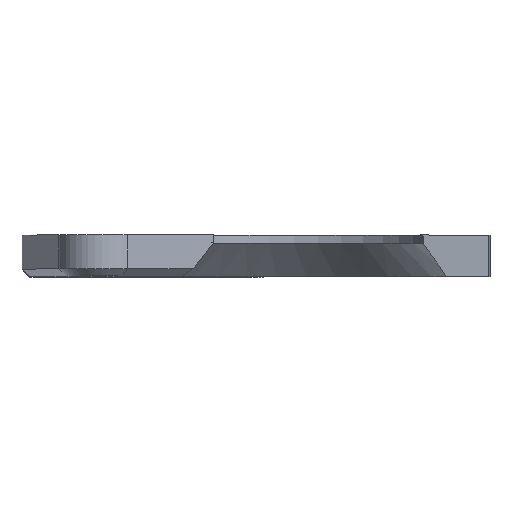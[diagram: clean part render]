
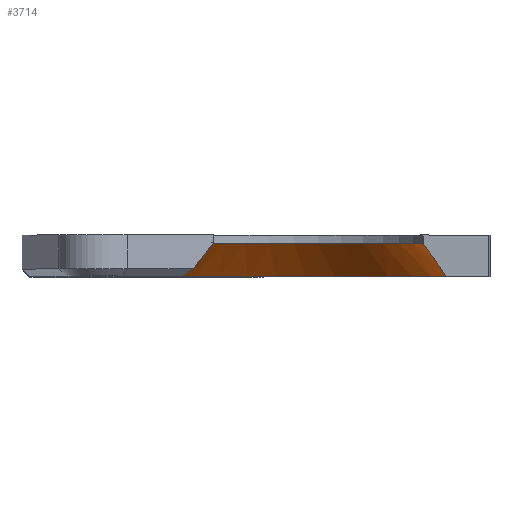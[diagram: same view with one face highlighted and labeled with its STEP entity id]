
A CAD part, top view. The second image highlights one B-rep face of the part: STEP entity #3714.
In plain terms, the highlighted conical face has half-angle 45 degrees and reference radius 17 mm.
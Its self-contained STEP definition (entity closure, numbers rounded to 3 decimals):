
#237 = PLANE('',#238);
#238 = AXIS2_PLACEMENT_3D('',#239,#240,#241);
#239 = CARTESIAN_POINT('',(-2.276,0.,77.172));
#240 = DIRECTION('',(0.661,0.,0.75));
#241 = DIRECTION('',(0.75,0.,-0.661));
#270 = CYLINDRICAL_SURFACE('',#271,17.);
#271 = AXIS2_PLACEMENT_3D('',#272,#273,#274);
#272 = CARTESIAN_POINT('',(17.395,0.,53.831));
#273 = DIRECTION('',(0.,1.,0.));
#274 = DIRECTION('',(1.,0.,0.));
#298 = PLANE('',#299);
#299 = AXIS2_PLACEMENT_3D('',#300,#301,#302);
#300 = CARTESIAN_POINT('',(33.414,0.,48.14));
#301 = DIRECTION('',(0.794,0.,0.607));
#302 = DIRECTION('',(0.607,0.,-0.794));
#1152 = PLANE('',#1153);
#1153 = AXIS2_PLACEMENT_3D('',#1154,#1155,#1156);
#1154 = CARTESIAN_POINT('',(4.325,-5.,20.847));
#1155 = DIRECTION('',(0.,1.,0.));
#1156 = DIRECTION('',(0.,0.,1.));
#1488 = EDGE_CURVE('',#1489,#1491,#1493,.T.);
#1489 = VERTEX_POINT('',#1490);
#1490 = CARTESIAN_POINT('',(5.68,-4.1,70.163));
#1491 = VERTEX_POINT('',#1492);
#1492 = CARTESIAN_POINT('',(8.078,-1.,68.05));
#1493 = SURFACE_CURVE('',#1494,(#1499,#1506),.PCURVE_S1.);
#1494 = HYPERBOLA('',#1495,4.511,4.511);
#1495 = AXIS2_PLACEMENT_3D('',#1496,#1497,#1498);
#1496 = CARTESIAN_POINT('',(20.377,16.,57.216));
#1497 = DIRECTION('',(0.661,0.,0.75));
#1498 = DIRECTION('',(0.,-1.,0.));
#1499 = PCURVE('',#237,#1500);
#1500 = DEFINITIONAL_REPRESENTATION('',(#1501),#1505);
#1501 = HYPERBOLA('',#1502,4.511,4.511);
#1502 = AXIS2_PLACEMENT_2D('',#1503,#1504);
#1503 = CARTESIAN_POINT('',(30.19,16.));
#1504 = DIRECTION('',(0.,-1.));
#1505 = ( GEOMETRIC_REPRESENTATION_CONTEXT(2) 
PARAMETRIC_REPRESENTATION_CONTEXT() REPRESENTATION_CONTEXT('2D SPACE',''
  ) );
#1506 = PCURVE('',#1507,#1512);
#1507 = CONICAL_SURFACE('',#1508,17.,0.785);
#1508 = AXIS2_PLACEMENT_3D('',#1509,#1510,#1511);
#1509 = CARTESIAN_POINT('',(17.395,-1.,53.831));
#1510 = DIRECTION('',(0.,-1.,0.));
#1511 = DIRECTION('',(-0.548,0.,0.836)
  );
#1512 = DEFINITIONAL_REPRESENTATION('',(#1513),#1520);
#1513 = B_SPLINE_CURVE_WITH_KNOTS('',5,(#1514,#1515,#1516,#1517,#1518,
    #1519),.UNSPECIFIED.,.F.,.F.,(6,6),(-2.219,-2.002)
  ,.PIECEWISE_BEZIER_KNOTS.);
#1514 = CARTESIAN_POINT('',(0.052,4.));
#1515 = CARTESIAN_POINT('',(0.043,3.107));
#1516 = CARTESIAN_POINT('',(0.033,2.264));
#1517 = CARTESIAN_POINT('',(0.022,1.467));
#1518 = CARTESIAN_POINT('',(0.012,0.713));
#1519 = CARTESIAN_POINT('',(0.,0.));
#1520 = ( GEOMETRIC_REPRESENTATION_CONTEXT(2) 
PARAMETRIC_REPRESENTATION_CONTEXT() REPRESENTATION_CONTEXT('2D SPACE',''
  ) );
#1559 = PLANE('',#1560);
#1560 = AXIS2_PLACEMENT_3D('',#1561,#1562,#1563);
#1561 = CARTESIAN_POINT('',(4.69,-4.55,70.436));
#1562 = DIRECTION('',(-0.467,0.707,-0.531));
#1563 = DIRECTION('',(-0.75,0.,0.661)
  );
#1629 = EDGE_CURVE('',#1491,#1630,#1632,.T.);
#1630 = VERTEX_POINT('',#1631);
#1631 = CARTESIAN_POINT('',(33.414,-1.,48.14));
#1632 = SURFACE_CURVE('',#1633,(#1638,#1645),.PCURVE_S1.);
#1633 = CIRCLE('',#1634,17.);
#1634 = AXIS2_PLACEMENT_3D('',#1635,#1636,#1637);
#1635 = CARTESIAN_POINT('',(17.395,-1.,53.831));
#1636 = DIRECTION('',(0.,-1.,0.));
#1637 = DIRECTION('',(-0.548,0.,0.836)
  );
#1638 = PCURVE('',#270,#1639);
#1639 = DEFINITIONAL_REPRESENTATION('',(#1640),#1644);
#1640 = LINE('',#1641,#1642);
#1641 = CARTESIAN_POINT('',(-2.151,-1.));
#1642 = VECTOR('',#1643,1.);
#1643 = DIRECTION('',(-1.,0.));
#1644 = ( GEOMETRIC_REPRESENTATION_CONTEXT(2) 
PARAMETRIC_REPRESENTATION_CONTEXT() REPRESENTATION_CONTEXT('2D SPACE',''
  ) );
#1645 = PCURVE('',#1507,#1646);
#1646 = DEFINITIONAL_REPRESENTATION('',(#1647),#1651);
#1647 = LINE('',#1648,#1649);
#1648 = CARTESIAN_POINT('',(0.,-0.));
#1649 = VECTOR('',#1650,1.);
#1650 = DIRECTION('',(1.,-0.));
#1651 = ( GEOMETRIC_REPRESENTATION_CONTEXT(2) 
PARAMETRIC_REPRESENTATION_CONTEXT() REPRESENTATION_CONTEXT('2D SPACE',''
  ) );
#1733 = EDGE_CURVE('',#1734,#1630,#1736,.T.);
#1734 = VERTEX_POINT('',#1735);
#1735 = CARTESIAN_POINT('',(36.204,-5.,44.492));
#1736 = SURFACE_CURVE('',#1737,(#1742,#1749),.PCURVE_S1.);
#1737 = HYPERBOLA('',#1738,9.267,9.267);
#1738 = AXIS2_PLACEMENT_3D('',#1739,#1740,#1741);
#1739 = CARTESIAN_POINT('',(24.756,16.,59.46));
#1740 = DIRECTION('',(-0.794,0.,-0.607));
#1741 = DIRECTION('',(0.,-1.,0.));
#1742 = PCURVE('',#298,#1743);
#1743 = DEFINITIONAL_REPRESENTATION('',(#1744),#1748);
#1744 = HYPERBOLA('',#1745,9.267,9.267);
#1745 = AXIS2_PLACEMENT_2D('',#1746,#1747);
#1746 = CARTESIAN_POINT('',(-14.252,16.));
#1747 = DIRECTION('',(0.,-1.));
#1748 = ( GEOMETRIC_REPRESENTATION_CONTEXT(2) 
PARAMETRIC_REPRESENTATION_CONTEXT() REPRESENTATION_CONTEXT('2D SPACE',''
  ) );
#1749 = PCURVE('',#1507,#1750);
#1750 = DEFINITIONAL_REPRESENTATION('',(#1751),#1758);
#1751 = B_SPLINE_CURVE_WITH_KNOTS('',5,(#1752,#1753,#1754,#1755,#1756,
    #1757),.UNSPECIFIED.,.F.,.F.,(6,6),(-1.459,-1.216)
  ,.PIECEWISE_BEZIER_KNOTS.);
#1752 = CARTESIAN_POINT('',(3.672,4.));
#1753 = CARTESIAN_POINT('',(3.693,3.085));
#1754 = CARTESIAN_POINT('',(3.716,2.231));
#1755 = CARTESIAN_POINT('',(3.739,1.435));
#1756 = CARTESIAN_POINT('',(3.765,0.692));
#1757 = CARTESIAN_POINT('',(3.791,0.));
#1758 = ( GEOMETRIC_REPRESENTATION_CONTEXT(2) 
PARAMETRIC_REPRESENTATION_CONTEXT() REPRESENTATION_CONTEXT('2D SPACE',''
  ) );
#3117 = EDGE_CURVE('',#3118,#1734,#3120,.T.);
#3118 = VERTEX_POINT('',#3119);
#3119 = CARTESIAN_POINT('',(4.259,-5.,70.215));
#3120 = SURFACE_CURVE('',#3121,(#3126,#3137),.PCURVE_S1.);
#3121 = CIRCLE('',#3122,21.);
#3122 = AXIS2_PLACEMENT_3D('',#3123,#3124,#3125);
#3123 = CARTESIAN_POINT('',(17.395,-5.,53.831));
#3124 = DIRECTION('',(0.,-1.,0.));
#3125 = DIRECTION('',(-0.548,0.,0.836)
  );
#3126 = PCURVE('',#1152,#3127);
#3127 = DEFINITIONAL_REPRESENTATION('',(#3128),#3136);
#3128 = ( BOUNDED_CURVE() B_SPLINE_CURVE(2,(#3129,#3130,#3131,#3132,
#3133,#3134,#3135),.UNSPECIFIED.,.T.,.F.) B_SPLINE_CURVE_WITH_KNOTS((1,2
    ,2,2,2,1),(-2.094,0.,2.094,4.189,
6.283,8.378),.UNSPECIFIED.) CURVE() 
GEOMETRIC_REPRESENTATION_ITEM() RATIONAL_B_SPLINE_CURVE((1.,0.5,1.,0.5,
1.,0.5,1.)) REPRESENTATION_ITEM('') );
#3129 = CARTESIAN_POINT('',(50.549,1.561));
#3130 = CARTESIAN_POINT('',(30.615,-28.863));
#3131 = CARTESIAN_POINT('',(14.234,3.612));
#3132 = CARTESIAN_POINT('',(-2.147,36.088));
#3133 = CARTESIAN_POINT('',(34.168,34.036));
#3134 = CARTESIAN_POINT('',(70.483,31.985));
#3135 = CARTESIAN_POINT('',(50.549,1.561));
#3136 = ( GEOMETRIC_REPRESENTATION_CONTEXT(2) 
PARAMETRIC_REPRESENTATION_CONTEXT() REPRESENTATION_CONTEXT('2D SPACE',''
  ) );
#3137 = PCURVE('',#1507,#3138);
#3138 = DEFINITIONAL_REPRESENTATION('',(#3139),#3143);
#3139 = LINE('',#3140,#3141);
#3140 = CARTESIAN_POINT('',(-0.,4.));
#3141 = VECTOR('',#3142,1.);
#3142 = DIRECTION('',(1.,-0.));
#3143 = ( GEOMETRIC_REPRESENTATION_CONTEXT(2) 
PARAMETRIC_REPRESENTATION_CONTEXT() REPRESENTATION_CONTEXT('2D SPACE',''
  ) );
#3714 = ADVANCED_FACE('',(#3715),#1507,.F.);
#3715 = FACE_BOUND('',#3716,.T.);
#3716 = EDGE_LOOP('',(#3717,#3718,#3743,#3744,#3745));
#3717 = ORIENTED_EDGE('',*,*,#1488,.F.);
#3718 = ORIENTED_EDGE('',*,*,#3719,.F.);
#3719 = EDGE_CURVE('',#3118,#1489,#3720,.T.);
#3720 = SURFACE_CURVE('',#3721,(#3726,#3736),.PCURVE_S1.);
#3721 = PARABOLA('',#3722,8.701);
#3722 = AXIS2_PLACEMENT_3D('',#3723,#3724,#3725);
#3723 = CARTESIAN_POINT('',(25.529,3.694,
    63.064));
#3724 = DIRECTION('',(0.467,-0.707,0.531));
#3725 = DIRECTION('',(-0.467,-0.707,-0.531));
#3726 = PCURVE('',#1507,#3727);
#3727 = DEFINITIONAL_REPRESENTATION('',(#3728),#3735);
#3728 = B_SPLINE_CURVE_WITH_KNOTS('',5,(#3729,#3730,#3731,#3732,#3733,
    #3734),.UNSPECIFIED.,.F.,.F.,(6,6),(-20.687,-19.587)
  ,.PIECEWISE_BEZIER_KNOTS.);
#3729 = CARTESIAN_POINT('',(0.096,4.));
#3730 = CARTESIAN_POINT('',(0.085,3.815));
#3731 = CARTESIAN_POINT('',(0.075,3.633));
#3732 = CARTESIAN_POINT('',(0.064,3.453));
#3733 = CARTESIAN_POINT('',(0.053,3.275));
#3734 = CARTESIAN_POINT('',(0.042,3.1));
#3735 = ( GEOMETRIC_REPRESENTATION_CONTEXT(2) 
PARAMETRIC_REPRESENTATION_CONTEXT() REPRESENTATION_CONTEXT('2D SPACE',''
  ) );
#3736 = PCURVE('',#1559,#3737);
#3737 = DEFINITIONAL_REPRESENTATION('',(#3738),#3742);
#3738 = PARABOLA('',#3739,8.701);
#3739 = AXIS2_PLACEMENT_2D('',#3740,#3741);
#3740 = CARTESIAN_POINT('',(-20.51,11.659));
#3741 = DIRECTION('',(0.,-1.));
#3742 = ( GEOMETRIC_REPRESENTATION_CONTEXT(2) 
PARAMETRIC_REPRESENTATION_CONTEXT() REPRESENTATION_CONTEXT('2D SPACE',''
  ) );
#3743 = ORIENTED_EDGE('',*,*,#3117,.T.);
#3744 = ORIENTED_EDGE('',*,*,#1733,.T.);
#3745 = ORIENTED_EDGE('',*,*,#1629,.F.);
